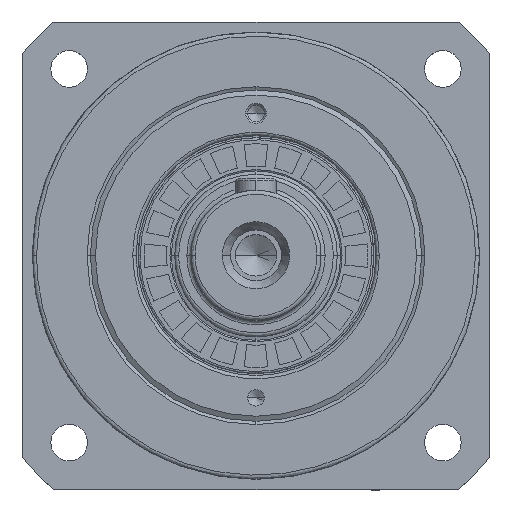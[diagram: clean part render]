
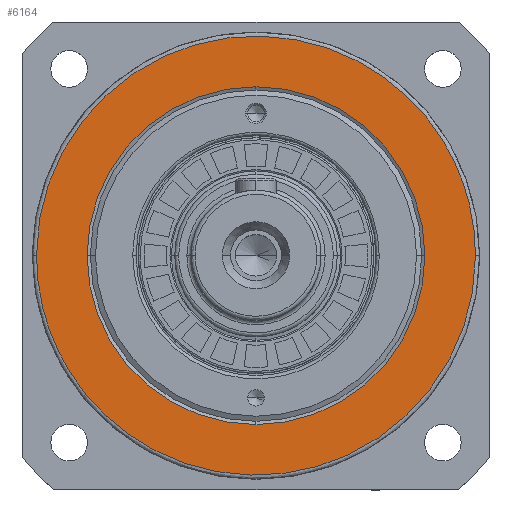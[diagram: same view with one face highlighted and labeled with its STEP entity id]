
A CAD part, top view. The second image highlights one B-rep face of the part: STEP entity #6164.
In plain terms, the highlighted planar face has unit normal (0, 0, 1).
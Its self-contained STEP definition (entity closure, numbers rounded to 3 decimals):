
#483 = CARTESIAN_POINT ( 'NONE',  ( 54., 0., 72.5 ) ) ;
#2519 = DIRECTION ( 'NONE',  ( 0., -1., 0. ) ) ;
#2524 = DIRECTION ( 'NONE',  ( 0., 0., -1. ) ) ;
#2555 = CARTESIAN_POINT ( 'NONE',  ( 0., 0., 72.5 ) ) ;
#3889 = DIRECTION ( 'NONE',  ( 1., 0., 0. ) ) ;
#4090 = DIRECTION ( 'NONE',  ( 0., 0., 1. ) ) ;
#5065 = CARTESIAN_POINT ( 'NONE',  ( 0., 0., 72.5 ) ) ;
#6164 = ADVANCED_FACE ( 'NONE', ( #15251, #15213 ), #6269, .T. ) ;
#6269 = PLANE ( 'NONE',  #15763 ) ;
#6373 = EDGE_LOOP ( 'NONE', ( #37635, #11439 ) ) ;
#6949 = CARTESIAN_POINT ( 'NONE',  ( -54., 0., 72.5 ) ) ;
#7949 =( BOUNDED_CURVE ( )  B_SPLINE_CURVE ( 3, ( #16405, #16874, #18496, #16349 ),
 .UNSPECIFIED., .F., .F. ) 
 B_SPLINE_CURVE_WITH_KNOTS ( ( 4, 4 ),
 ( 0., 1. ),
 .UNSPECIFIED. ) 
 CURVE ( )  GEOMETRIC_REPRESENTATION_ITEM ( )  RATIONAL_B_SPLINE_CURVE ( ( 1., 0.333, 0.333, 1. ) ) 
 REPRESENTATION_ITEM ( '' )  );
#9998 = AXIS2_PLACEMENT_3D ( 'NONE', #21636, #21590, #21544 ) ;
#11439 = ORIENTED_EDGE ( 'NONE', *, *, #25981, .T. ) ;
#13176 = CARTESIAN_POINT ( 'NONE',  ( 54., 0., 72.5 ) ) ;
#15213 = FACE_OUTER_BOUND ( 'NONE', #16890, .T. ) ;
#15251 = FACE_BOUND ( 'NONE', #6373, .T. ) ;
#15404 = CIRCLE ( 'NONE', #29166, 41.55 ) ;
#15695 = ORIENTED_EDGE ( 'NONE', *, *, #26493, .F. ) ;
#15763 = AXIS2_PLACEMENT_3D ( 'NONE', #5065, #4090, #3889 ) ;
#15890 = VERTEX_POINT ( 'NONE', #32477 ) ;
#16349 = CARTESIAN_POINT ( 'NONE',  ( 54., 0., 72.5 ) ) ;
#16405 = CARTESIAN_POINT ( 'NONE',  ( -54., 0., 72.5 ) ) ;
#16874 = CARTESIAN_POINT ( 'NONE',  ( -54., 108., 72.5 ) ) ;
#16890 = EDGE_LOOP ( 'NONE', ( #15695, #18381 ) ) ;
#18381 = ORIENTED_EDGE ( 'NONE', *, *, #35586, .F. ) ;
#18496 = CARTESIAN_POINT ( 'NONE',  ( 54., 108., 72.5 ) ) ;
#21544 = DIRECTION ( 'NONE',  ( 0., -1., 0. ) ) ;
#21590 = DIRECTION ( 'NONE',  ( 0., 0., -1. ) ) ;
#21636 = CARTESIAN_POINT ( 'NONE',  ( 0., 0., 72.5 ) ) ;
#21720 = EDGE_CURVE ( 'NONE', #35809, #15890, #33503, .T. ) ;
#23933 = CARTESIAN_POINT ( 'NONE',  ( 0., -41.55, 72.5 ) ) ;
#25981 = EDGE_CURVE ( 'NONE', #15890, #35809, #15404, .T. ) ;
#26046 = CARTESIAN_POINT ( 'NONE',  ( -54., -108., 72.5 ) ) ;
#26493 = EDGE_CURVE ( 'NONE', #36155, #32267, #7949, .T. ) ;
#29166 = AXIS2_PLACEMENT_3D ( 'NONE', #2555, #2524, #2519 ) ;
#32267 = VERTEX_POINT ( 'NONE', #13176 ) ;
#32477 = CARTESIAN_POINT ( 'NONE',  ( 0., 41.55, 72.5 ) ) ;
#33503 = CIRCLE ( 'NONE', #9998, 41.55 ) ;
#35128 = CARTESIAN_POINT ( 'NONE',  ( -54., 0., 72.5 ) ) ;
#35304 = CARTESIAN_POINT ( 'NONE',  ( 54., -108., 72.5 ) ) ;
#35586 = EDGE_CURVE ( 'NONE', #32267, #36155, #37923, .T. ) ;
#35809 = VERTEX_POINT ( 'NONE', #23933 ) ;
#36155 = VERTEX_POINT ( 'NONE', #35128 ) ;
#37635 = ORIENTED_EDGE ( 'NONE', *, *, #21720, .T. ) ;
#37923 =( BOUNDED_CURVE ( )  B_SPLINE_CURVE ( 3, ( #483, #35304, #26046, #6949 ),
 .UNSPECIFIED., .F., .T. ) 
 B_SPLINE_CURVE_WITH_KNOTS ( ( 4, 4 ),
 ( 0., 1. ),
 .UNSPECIFIED. ) 
 CURVE ( )  GEOMETRIC_REPRESENTATION_ITEM ( )  RATIONAL_B_SPLINE_CURVE ( ( 1., 0.333, 0.333, 1. ) ) 
 REPRESENTATION_ITEM ( '' )  );
